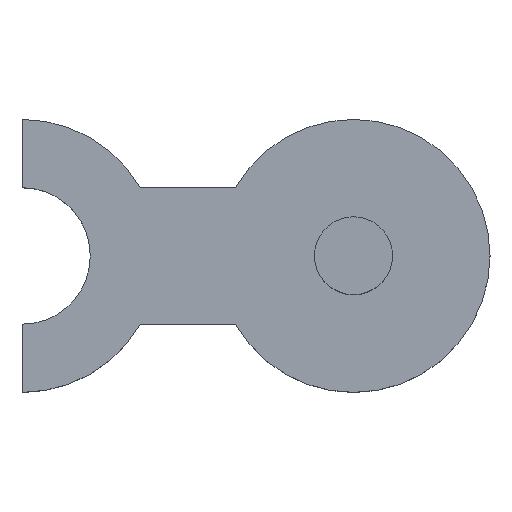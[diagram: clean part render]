
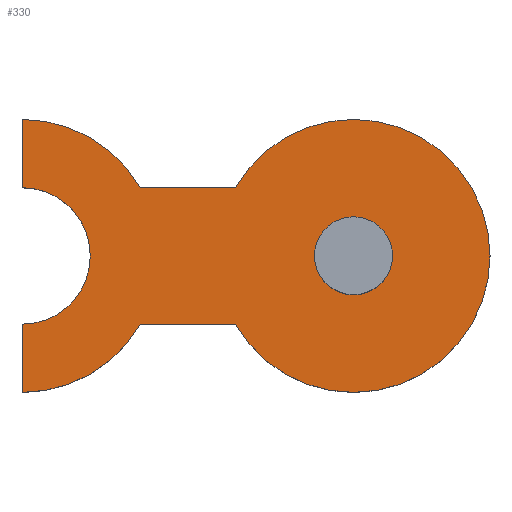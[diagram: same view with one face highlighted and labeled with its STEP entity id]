
A CAD part, top view. The second image highlights one B-rep face of the part: STEP entity #330.
In plain terms, the highlighted planar face has unit normal (0, 0, 1).
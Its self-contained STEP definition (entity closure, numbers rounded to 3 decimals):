
#69=DIRECTION('',(0.,-1.,0.));
#70=VECTOR('',#69,1.75);
#71=CARTESIAN_POINT('',(-16.5,3.5,2.));
#72=LINE('',#71,#70);
#73=CARTESIAN_POINT('',(-16.5,0.,2.));
#74=DIRECTION('',(0.,0.,1.));
#75=DIRECTION('',(0.866,0.5,0.));
#76=AXIS2_PLACEMENT_3D('',#73,#74,#75);
#78=DIRECTION('',(-1.,0.,0.));
#79=VECTOR('',#78,2.438);
#80=CARTESIAN_POINT('',(-11.031,1.75,2.));
#81=LINE('',#80,#79);
#82=CARTESIAN_POINT('',(-8.,0.,2.));
#83=DIRECTION('',(0.,0.,1.));
#84=DIRECTION('',(-0.866,-0.5,0.));
#85=AXIS2_PLACEMENT_3D('',#82,#83,#84);
#87=DIRECTION('',(1.,0.,0.));
#88=VECTOR('',#87,2.438);
#89=CARTESIAN_POINT('',(-13.469,-1.75,2.));
#90=LINE('',#89,#88);
#91=CARTESIAN_POINT('',(-16.5,0.,2.));
#92=DIRECTION('',(0.,0.,1.));
#93=DIRECTION('',(0.,-1.,0.));
#94=AXIS2_PLACEMENT_3D('',#91,#92,#93);
#96=DIRECTION('',(0.,-1.,0.));
#97=VECTOR('',#96,1.75);
#98=CARTESIAN_POINT('',(-16.5,-1.75,2.));
#99=LINE('',#98,#97);
#100=CARTESIAN_POINT('',(-16.5,0.,2.));
#101=DIRECTION('',(0.,0.,-1.));
#102=DIRECTION('',(0.,1.,0.));
#103=AXIS2_PLACEMENT_3D('',#100,#101,#102);
#105=CARTESIAN_POINT('',(-8.,0.,2.));
#106=DIRECTION('',(0.,0.,1.));
#107=DIRECTION('',(0.,-1.,0.));
#108=AXIS2_PLACEMENT_3D('',#105,#106,#107);
#110=CARTESIAN_POINT('',(-8.,0.,2.));
#111=DIRECTION('',(0.,0.,1.));
#112=DIRECTION('',(0.,1.,0.));
#113=AXIS2_PLACEMENT_3D('',#110,#111,#112);
#141=CARTESIAN_POINT('',(-16.5,3.5,2.));
#142=CARTESIAN_POINT('',(-16.5,1.75,2.));
#143=VERTEX_POINT('',#141);
#144=VERTEX_POINT('',#142);
#145=CARTESIAN_POINT('',(-16.5,-1.75,2.));
#146=VERTEX_POINT('',#145);
#147=CARTESIAN_POINT('',(-16.5,-3.5,2.));
#148=VERTEX_POINT('',#147);
#153=CARTESIAN_POINT('',(-8.,-1.,2.));
#154=VERTEX_POINT('',#153);
#155=CARTESIAN_POINT('',(-8.,1.,2.));
#156=VERTEX_POINT('',#155);
#161=CARTESIAN_POINT('',(-13.469,-1.75,2.));
#162=CARTESIAN_POINT('',(-11.031,-1.75,2.));
#163=VERTEX_POINT('',#161);
#164=VERTEX_POINT('',#162);
#169=CARTESIAN_POINT('',(-11.031,1.75,2.));
#170=VERTEX_POINT('',#169);
#171=CARTESIAN_POINT('',(-13.469,1.75,2.));
#172=VERTEX_POINT('',#171);
#309=CARTESIAN_POINT('',(0.,0.,2.));
#310=DIRECTION('',(0.,0.,1.));
#311=DIRECTION('',(1.,0.,0.));
#312=AXIS2_PLACEMENT_3D('',#309,#310,#311);
#313=PLANE('',#312);
#314=ORIENTED_EDGE('',*,*,#205,.F.);
#315=ORIENTED_EDGE('',*,*,#220,.F.);
#316=ORIENTED_EDGE('',*,*,#234,.F.);
#317=ORIENTED_EDGE('',*,*,#248,.F.);
#318=ORIENTED_EDGE('',*,*,#262,.F.);
#319=ORIENTED_EDGE('',*,*,#276,.F.);
#320=ORIENTED_EDGE('',*,*,#290,.F.);
#321=ORIENTED_EDGE('',*,*,#303,.F.);
#322=EDGE_LOOP('',(#314,#315,#316,#317,#318,#319,#320,#321));
#323=FACE_OUTER_BOUND('',#322,.F.);
#325=ORIENTED_EDGE('',*,*,#324,.T.);
#327=ORIENTED_EDGE('',*,*,#326,.T.);
#328=EDGE_LOOP('',(#325,#327));
#329=FACE_BOUND('',#328,.F.);
#330=ADVANCED_FACE('',(#323,#329),#313,.T.);
#77=CIRCLE('',#76,3.5);
#86=CIRCLE('',#85,3.5);
#95=CIRCLE('',#94,3.5);
#104=CIRCLE('',#103,1.75);
#109=CIRCLE('',#108,1.);
#114=CIRCLE('',#113,1.);
#205=EDGE_CURVE('',#143,#144,#72,.T.);
#220=EDGE_CURVE('',#172,#143,#77,.T.);
#234=EDGE_CURVE('',#170,#172,#81,.T.);
#248=EDGE_CURVE('',#164,#170,#86,.T.);
#262=EDGE_CURVE('',#163,#164,#90,.T.);
#276=EDGE_CURVE('',#148,#163,#95,.T.);
#290=EDGE_CURVE('',#146,#148,#99,.T.);
#303=EDGE_CURVE('',#144,#146,#104,.T.);
#324=EDGE_CURVE('',#154,#156,#109,.T.);
#326=EDGE_CURVE('',#156,#154,#114,.T.);
